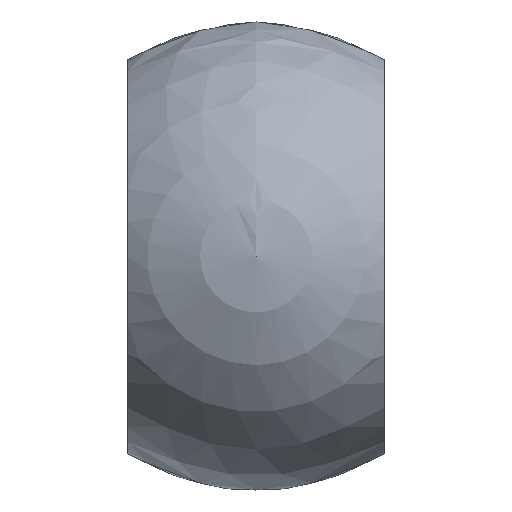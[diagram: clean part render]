
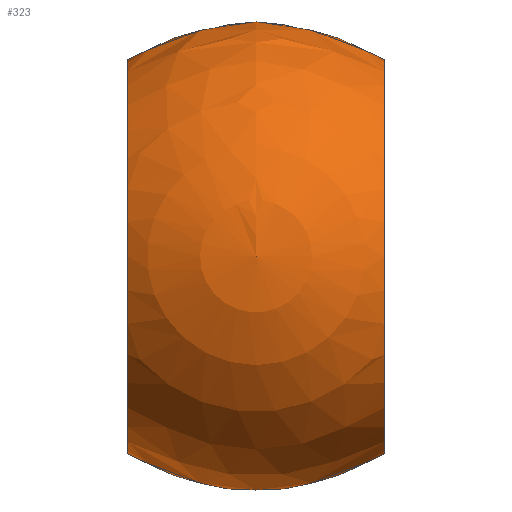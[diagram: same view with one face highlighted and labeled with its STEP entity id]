
A CAD part, top view. The second image highlights one B-rep face of the part: STEP entity #323.
In plain terms, the highlighted spherical face has radius 27.5 mm.
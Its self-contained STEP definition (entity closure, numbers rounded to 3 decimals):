
#53=SPHERICAL_SURFACE('',#1062,27.5);
#323=ADVANCED_FACE('',(#395,#396,#397,#398),#53,.T.);
#395=FACE_BOUND('',#463,.T.);
#396=FACE_BOUND('',#464,.T.);
#397=FACE_BOUND('',#465,.T.);
#398=FACE_BOUND('',#466,.T.);
#463=EDGE_LOOP('',(#609));
#464=EDGE_LOOP('',(#610));
#465=EDGE_LOOP('',(#611));
#466=EDGE_LOOP('',(#612));
#609=ORIENTED_EDGE('',*,*,#903,.F.);
#610=ORIENTED_EDGE('',*,*,#902,.F.);
#611=ORIENTED_EDGE('',*,*,#904,.F.);
#612=ORIENTED_EDGE('',*,*,#901,.F.);
#799=VERTEX_POINT('',#1595);
#800=VERTEX_POINT('',#1598);
#801=VERTEX_POINT('',#1601);
#802=VERTEX_POINT('',#1604);
#901=EDGE_CURVE('',#799,#799,#987,.T.);
#902=EDGE_CURVE('',#800,#800,#988,.T.);
#903=EDGE_CURVE('',#801,#801,#989,.T.);
#904=EDGE_CURVE('',#802,#802,#990,.T.);
#987=CIRCLE('',#1055,23.049);
#988=CIRCLE('',#1057,2.5);
#989=CIRCLE('',#1059,23.049);
#990=CIRCLE('',#1061,7.);
#1055=AXIS2_PLACEMENT_3D('',#1594,#1213,#1214);
#1057=AXIS2_PLACEMENT_3D('',#1597,#1217,#1218);
#1059=AXIS2_PLACEMENT_3D('',#1600,#1221,#1222);
#1061=AXIS2_PLACEMENT_3D('',#1603,#1225,#1226);
#1062=AXIS2_PLACEMENT_3D('',#1605,#1227,#1228);
#1213=DIRECTION('',(1.,0.,0.));
#1214=DIRECTION('',(0.,0.,-1.));
#1217=DIRECTION('',(0.,0.574,-0.819));
#1218=DIRECTION('',(0.,0.819,0.574));
#1221=DIRECTION('',(-1.,0.,0.));
#1222=DIRECTION('',(0.,0.,1.));
#1225=DIRECTION('',(0.,0.,-1.));
#1226=DIRECTION('',(0.,1.,0.));
#1227=DIRECTION('',(0.,0.,1.));
#1228=DIRECTION('',(0.,1.,0.));
#1594=CARTESIAN_POINT('',(15.,0.,115.1));
#1595=CARTESIAN_POINT('',(15.,0.,92.051));
#1597=CARTESIAN_POINT('',(0.,15.708,92.667));
#1598=CARTESIAN_POINT('',(0.,17.756,94.101));
#1600=CARTESIAN_POINT('',(-15.,0.,115.1));
#1601=CARTESIAN_POINT('',(-15.,0.,138.149));
#1603=CARTESIAN_POINT('',(0.,0.,88.506));
#1604=CARTESIAN_POINT('',(0.,7.,88.506));
#1605=CARTESIAN_POINT('',(0.,0.,115.1));
